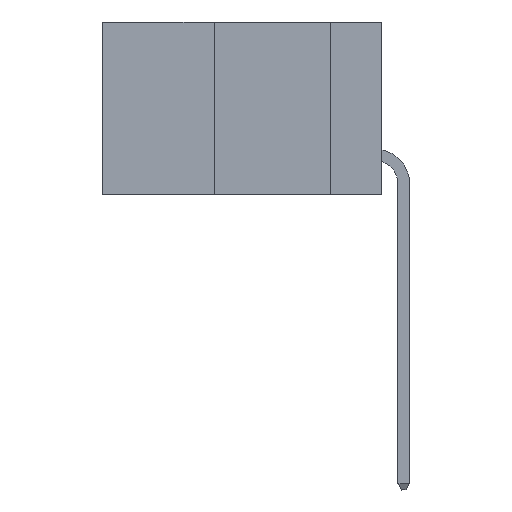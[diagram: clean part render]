
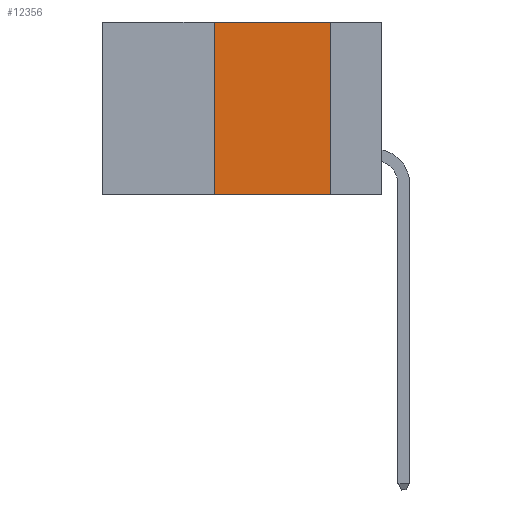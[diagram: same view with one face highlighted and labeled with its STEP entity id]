
A CAD part, left-side view. The second image highlights one B-rep face of the part: STEP entity #12356.
In plain terms, the highlighted planar face has unit normal (-1, 0, 0).
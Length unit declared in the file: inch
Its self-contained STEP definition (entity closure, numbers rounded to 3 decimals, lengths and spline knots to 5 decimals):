
#618 = ORIENTED_EDGE ( 'NONE', *, *, #8023, .F. ) ;
#619 = EDGE_LOOP ( 'NONE', ( #1843, #618, #16920, #3681 ) ) ;
#1001 = LINE ( 'NONE', #3849, #7971 ) ;
#1617 = DIRECTION ( 'NONE',  ( 0., 0., 1. ) ) ;
#1790 = AXIS2_PLACEMENT_3D ( 'NONE', #7910, #15865, #16071 ) ;
#1843 = ORIENTED_EDGE ( 'NONE', *, *, #16484, .F. ) ;
#1995 = CARTESIAN_POINT ( 'NONE',  ( 0., 0.6, -0.37 ) ) ;
#2653 = VERTEX_POINT ( 'NONE', #11748 ) ;
#2782 = DIRECTION ( 'NONE',  ( 0., 0., -1. ) ) ;
#3681 = ORIENTED_EDGE ( 'NONE', *, *, #14621, .T. ) ;
#3849 = CARTESIAN_POINT ( 'NONE',  ( 0., 0.6, 0. ) ) ;
#3901 = FACE_OUTER_BOUND ( 'NONE', #619, .T. ) ;
#4790 = CARTESIAN_POINT ( 'NONE',  ( 0., 0.36, -0.37 ) ) ;
#5547 = VECTOR ( 'NONE', #1617, 39.37008 ) ;
#6080 = VERTEX_POINT ( 'NONE', #13717 ) ;
#6200 = VECTOR ( 'NONE', #2782, 39.37008 ) ;
#6229 = CARTESIAN_POINT ( 'NONE',  ( 0., 0.11, 0. ) ) ;
#7910 = CARTESIAN_POINT ( 'NONE',  ( 0., 0.6, 0. ) ) ;
#7946 = LINE ( 'NONE', #6229, #6200 ) ;
#7971 = VECTOR ( 'NONE', #18068, 39.37008 ) ;
#8023 = EDGE_CURVE ( 'NONE', #6080, #2653, #1001, .T. ) ;
#8147 = CARTESIAN_POINT ( 'NONE',  ( 0., 0.36, 0. ) ) ;
#8279 = VECTOR ( 'NONE', #16557, 39.37008 ) ;
#9072 = PLANE ( 'NONE',  #1790 ) ;
#11748 = CARTESIAN_POINT ( 'NONE',  ( 0., 0.11, 0. ) ) ;
#11796 = VERTEX_POINT ( 'NONE', #4790 ) ;
#12356 = ADVANCED_FACE ( 'NONE', ( #3901 ), #9072, .F. ) ;
#12496 = LINE ( 'NONE', #1995, #8279 ) ;
#13717 = CARTESIAN_POINT ( 'NONE',  ( 0., 0.36, 0. ) ) ;
#14621 = EDGE_CURVE ( 'NONE', #11796, #15247, #12496, .T. ) ;
#15247 = VERTEX_POINT ( 'NONE', #16057 ) ;
#15865 = DIRECTION ( 'NONE',  ( 1., 0., 0. ) ) ;
#16057 = CARTESIAN_POINT ( 'NONE',  ( 0., 0.11, -0.37 ) ) ;
#16071 = DIRECTION ( 'NONE',  ( 0., 0., -1. ) ) ;
#16274 = LINE ( 'NONE', #8147, #5547 ) ;
#16484 = EDGE_CURVE ( 'NONE', #2653, #15247, #7946, .T. ) ;
#16557 = DIRECTION ( 'NONE',  ( 0., -1., 0. ) ) ;
#16920 = ORIENTED_EDGE ( 'NONE', *, *, #20465, .F. ) ;
#18068 = DIRECTION ( 'NONE',  ( 0., -1., 0. ) ) ;
#20465 = EDGE_CURVE ( 'NONE', #11796, #6080, #16274, .T. ) ;
